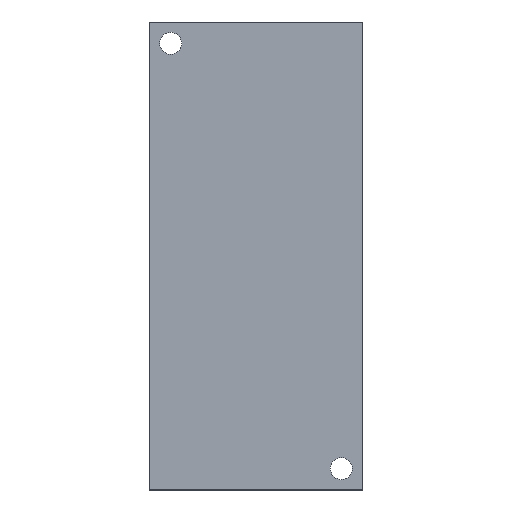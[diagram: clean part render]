
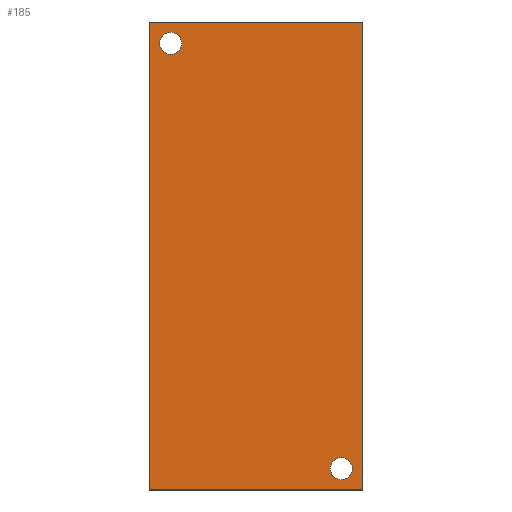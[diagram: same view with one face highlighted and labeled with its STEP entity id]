
A CAD part, top view. The second image highlights one B-rep face of the part: STEP entity #185.
In plain terms, the highlighted planar face has unit normal (0, 0, 1).
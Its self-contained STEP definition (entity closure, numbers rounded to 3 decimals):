
#1 = LINE ( 'NONE', #228, #165 ) ;
#6 = CARTESIAN_POINT ( 'NONE',  ( 9.25, -20.45, 1.75 ) ) ;
#7 = DIRECTION ( 'NONE',  ( 0., -1., 0. ) ) ;
#14 = FACE_OUTER_BOUND ( 'NONE', #348, .T. ) ;
#20 = CARTESIAN_POINT ( 'NONE',  ( -7.15, 20.45, 1.75 ) ) ;
#21 = ORIENTED_EDGE ( 'NONE', *, *, #179, .F. ) ;
#28 = EDGE_LOOP ( 'NONE', ( #300, #21 ) ) ;
#29 = AXIS2_PLACEMENT_3D ( 'NONE', #221, #249, #196 ) ;
#36 = LINE ( 'NONE', #195, #126 ) ;
#47 = VERTEX_POINT ( 'NONE', #6 ) ;
#52 = ORIENTED_EDGE ( 'NONE', *, *, #82, .T. ) ;
#54 = CIRCLE ( 'NONE', #29, 1.05 ) ;
#55 = VERTEX_POINT ( 'NONE', #305 ) ;
#62 = CARTESIAN_POINT ( 'NONE',  ( -8.2, 20.45, 1.75 ) ) ;
#67 = VERTEX_POINT ( 'NONE', #241 ) ;
#69 = DIRECTION ( 'NONE',  ( 1., 0., 0. ) ) ;
#73 = DIRECTION ( 'NONE',  ( 1., 0., 0. ) ) ;
#78 = DIRECTION ( 'NONE',  ( 0., 1., 0. ) ) ;
#82 = EDGE_CURVE ( 'NONE', #55, #67, #287, .T. ) ;
#88 = DIRECTION ( 'NONE',  ( 0., 0., 1. ) ) ;
#89 = CARTESIAN_POINT ( 'NONE',  ( -10.25, 22.5, 1.75 ) ) ;
#90 = VECTOR ( 'NONE', #7, 1000. ) ;
#91 = CARTESIAN_POINT ( 'NONE',  ( 10.25, -22.5, 1.75 ) ) ;
#92 = CARTESIAN_POINT ( 'NONE',  ( -8.2, 20.45, 1.75 ) ) ;
#106 = AXIS2_PLACEMENT_3D ( 'NONE', #223, #139, #334 ) ;
#112 = DIRECTION ( 'NONE',  ( 1., 0., 0. ) ) ;
#119 = VERTEX_POINT ( 'NONE', #170 ) ;
#120 = DIRECTION ( 'NONE',  ( 0., 0., 1. ) ) ;
#121 = CARTESIAN_POINT ( 'NONE',  ( -10.25, -22.5, 1.75 ) ) ;
#124 = EDGE_CURVE ( 'NONE', #119, #55, #36, .T. ) ;
#126 = VECTOR ( 'NONE', #335, 1000. ) ;
#131 = VECTOR ( 'NONE', #69, 1000. ) ;
#139 = DIRECTION ( 'NONE',  ( 0., 0., 1. ) ) ;
#150 = CARTESIAN_POINT ( 'NONE',  ( 8.2, -20.45, 1.75 ) ) ;
#160 = EDGE_CURVE ( 'NONE', #47, #187, #54, .T. ) ;
#165 = VECTOR ( 'NONE', #78, 1000. ) ;
#170 = CARTESIAN_POINT ( 'NONE',  ( 10.25, 22.5, 1.75 ) ) ;
#178 = LINE ( 'NONE', #121, #131 ) ;
#179 = EDGE_CURVE ( 'NONE', #350, #306, #251, .T. ) ;
#183 = ORIENTED_EDGE ( 'NONE', *, *, #345, .T. ) ;
#184 = AXIS2_PLACEMENT_3D ( 'NONE', #62, #88, #112 ) ;
#185 = ADVANCED_FACE ( 'NONE', ( #263, #299, #14 ), #309, .T. ) ;
#187 = VERTEX_POINT ( 'NONE', #246 ) ;
#188 = EDGE_CURVE ( 'NONE', #306, #350, #207, .T. ) ;
#195 = CARTESIAN_POINT ( 'NONE',  ( -10.25, 22.5, 1.75 ) ) ;
#196 = DIRECTION ( 'NONE',  ( 1., 0., 0. ) ) ;
#201 = CIRCLE ( 'NONE', #214, 1.05 ) ;
#207 = CIRCLE ( 'NONE', #279, 1.05 ) ;
#212 = EDGE_LOOP ( 'NONE', ( #242, #342 ) ) ;
#214 = AXIS2_PLACEMENT_3D ( 'NONE', #150, #343, #73 ) ;
#221 = CARTESIAN_POINT ( 'NONE',  ( 8.2, -20.45, 1.75 ) ) ;
#223 = CARTESIAN_POINT ( 'NONE',  ( -10.25, -22.5, 1.75 ) ) ;
#228 = CARTESIAN_POINT ( 'NONE',  ( 10.25, 22.5, 1.75 ) ) ;
#230 = EDGE_CURVE ( 'NONE', #187, #47, #201, .T. ) ;
#241 = CARTESIAN_POINT ( 'NONE',  ( -10.25, -22.5, 1.75 ) ) ;
#242 = ORIENTED_EDGE ( 'NONE', *, *, #160, .F. ) ;
#246 = CARTESIAN_POINT ( 'NONE',  ( 7.15, -20.45, 1.75 ) ) ;
#249 = DIRECTION ( 'NONE',  ( 0., 0., 1. ) ) ;
#251 = CIRCLE ( 'NONE', #184, 1.05 ) ;
#252 = VERTEX_POINT ( 'NONE', #91 ) ;
#263 = FACE_BOUND ( 'NONE', #28, .T. ) ;
#267 = CARTESIAN_POINT ( 'NONE',  ( -9.25, 20.45, 1.75 ) ) ;
#272 = EDGE_CURVE ( 'NONE', #67, #252, #178, .T. ) ;
#279 = AXIS2_PLACEMENT_3D ( 'NONE', #92, #120, #289 ) ;
#287 = LINE ( 'NONE', #89, #90 ) ;
#289 = DIRECTION ( 'NONE',  ( 1., 0., 0. ) ) ;
#299 = FACE_BOUND ( 'NONE', #212, .T. ) ;
#300 = ORIENTED_EDGE ( 'NONE', *, *, #188, .F. ) ;
#305 = CARTESIAN_POINT ( 'NONE',  ( -10.25, 22.5, 1.75 ) ) ;
#306 = VERTEX_POINT ( 'NONE', #20 ) ;
#309 = PLANE ( 'NONE',  #106 ) ;
#316 = ORIENTED_EDGE ( 'NONE', *, *, #124, .T. ) ;
#330 = ORIENTED_EDGE ( 'NONE', *, *, #272, .T. ) ;
#334 = DIRECTION ( 'NONE',  ( 1., 0., 0. ) ) ;
#335 = DIRECTION ( 'NONE',  ( -1., 0., 0. ) ) ;
#342 = ORIENTED_EDGE ( 'NONE', *, *, #230, .F. ) ;
#343 = DIRECTION ( 'NONE',  ( 0., 0., 1. ) ) ;
#345 = EDGE_CURVE ( 'NONE', #252, #119, #1, .T. ) ;
#348 = EDGE_LOOP ( 'NONE', ( #52, #330, #183, #316 ) ) ;
#350 = VERTEX_POINT ( 'NONE', #267 ) ;
